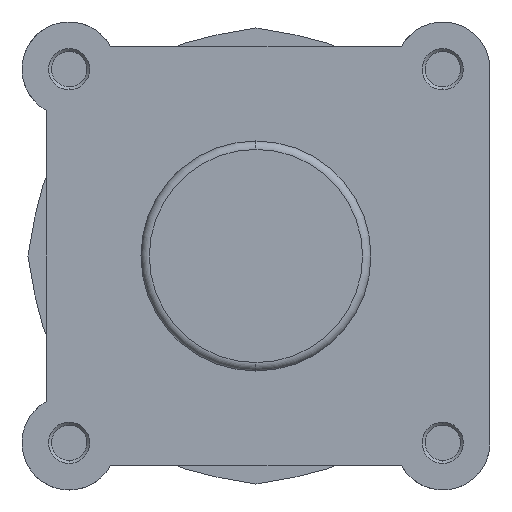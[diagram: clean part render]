
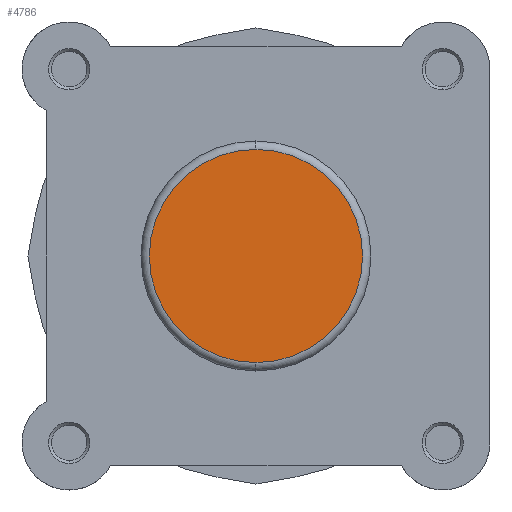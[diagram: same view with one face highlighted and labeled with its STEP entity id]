
A CAD part, left-side view. The second image highlights one B-rep face of the part: STEP entity #4786.
In plain terms, the highlighted planar face has unit normal (-1, 0, 0).
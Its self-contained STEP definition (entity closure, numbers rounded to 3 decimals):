
#37 = VERTEX_POINT ( 'NONE', #208 ) ;
#77 = VERTEX_POINT ( 'NONE', #247 ) ;
#208 = CARTESIAN_POINT ( 'NONE',  ( 0., 0., -25.4 ) ) ;
#247 = CARTESIAN_POINT ( 'NONE',  ( 0., 0., 25.4 ) ) ;
#813 = CARTESIAN_POINT ( 'NONE',  ( 0., 0., 0. ) ) ;
#814 = DIRECTION ( 'NONE',  ( -1., 0., 0. ) ) ;
#815 = DIRECTION ( 'NONE',  ( 0., 0., -1. ) ) ;
#988 = CARTESIAN_POINT ( 'NONE',  ( 0., 0., 0. ) ) ;
#997 = DIRECTION ( 'NONE',  ( -1., 0., 0. ) ) ;
#998 = DIRECTION ( 'NONE',  ( 0., 0., -1. ) ) ;
#1423 = EDGE_LOOP ( 'NONE', ( #5476, #5475 ) ) ;
#1896 = EDGE_CURVE ( 'NONE', #37, #77, #2401, .T. ) ;
#1967 = EDGE_CURVE ( 'NONE', #77, #37, #2501, .T. ) ;
#2401 = CIRCLE ( 'NONE', #3185, 25.4 ) ;
#2501 = CIRCLE ( 'NONE', #3226, 25.4 ) ;
#2834 = FACE_OUTER_BOUND ( 'NONE', #1423, .T. ) ;
#3185 = AXIS2_PLACEMENT_3D ( 'NONE', #813, #814, #815 ) ;
#3226 = AXIS2_PLACEMENT_3D ( 'NONE', #988, #997, #998 ) ;
#3355 = AXIS2_PLACEMENT_3D ( 'NONE', #3731, #3733, #3734 ) ;
#3731 = CARTESIAN_POINT ( 'NONE',  ( 0., 0., 0. ) ) ;
#3732 = PLANE ( 'NONE',  #3355 ) ;
#3733 = DIRECTION ( 'NONE',  ( 1., 0., 0. ) ) ;
#3734 = DIRECTION ( 'NONE',  ( 0., 0., -1. ) ) ;
#4786 = ADVANCED_FACE ( 'NONE', ( #2834 ), #3732, .F. ) ;
#5475 = ORIENTED_EDGE ( 'NONE', *, *, #1967, .T. ) ;
#5476 = ORIENTED_EDGE ( 'NONE', *, *, #1896, .T. ) ;
